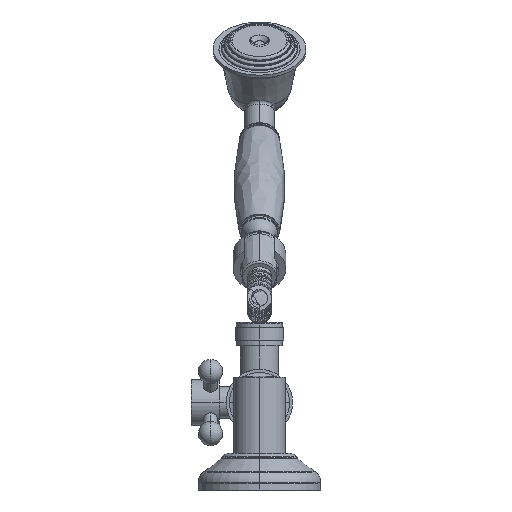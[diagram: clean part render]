
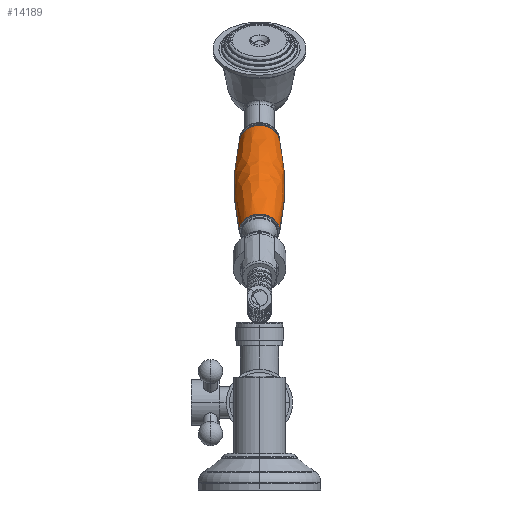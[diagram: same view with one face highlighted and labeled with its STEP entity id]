
A CAD part, front view. The second image highlights one B-rep face of the part: STEP entity #14189.
In plain terms, the highlighted free-form (B-spline) face has degree [3, 3] with [7, 4] control points.
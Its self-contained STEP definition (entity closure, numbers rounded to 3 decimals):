
#437=CARTESIAN_POINT('',(0.,134.51,149.087));
#438=DIRECTION('',(0.,0.819,0.574));
#439=DIRECTION('',(-1.,0.,0.));
#440=AXIS2_PLACEMENT_3D('',#437,#438,#439);
#462=CARTESIAN_POINT('',(-317.042,98.271,123.712));
#463=DIRECTION('',(0.,-0.574,0.819));
#464=DIRECTION('',(0.991,-0.109,-0.077));
#465=AXIS2_PLACEMENT_3D('',#462,#463,#464);
#467=CARTESIAN_POINT('',(317.042,98.271,123.712));
#468=DIRECTION('',(0.,0.574,-0.819));
#469=DIRECTION('',(-0.991,-0.109,-0.077));
#470=AXIS2_PLACEMENT_3D('',#467,#468,#469);
#472=CARTESIAN_POINT('',(0.,62.032,98.337));
#473=DIRECTION('',(0.,0.819,0.574));
#474=DIRECTION('',(-1.,0.,0.));
#475=AXIS2_PLACEMENT_3D('',#472,#473,#474);
#13263=CARTESIAN_POINT('',(-11.535,134.51,
149.087));
#13264=CARTESIAN_POINT('',(11.535,134.51,149.087));
#13265=VERTEX_POINT('',#13263);
#13266=VERTEX_POINT('',#13264);
#13267=CARTESIAN_POINT('',(-11.535,62.032,
98.337));
#13268=CARTESIAN_POINT('',(11.535,62.032,98.337));
#13269=VERTEX_POINT('',#13267);
#13270=VERTEX_POINT('',#13268);
#14153=CARTESIAN_POINT('',(11.271,136.358,149.514));
#14154=CARTESIAN_POINT('',(15.545,111.473,131.762));
#14155=CARTESIAN_POINT('',(15.545,86.191,114.059));
#14156=CARTESIAN_POINT('',(11.271,60.998,96.747));
#14157=CARTESIAN_POINT('',(11.708,132.379,155.196));
#14158=CARTESIAN_POINT('',(16.147,105.986,139.598));
#14159=CARTESIAN_POINT('',(16.147,80.704,121.895));
#14160=CARTESIAN_POINT('',(11.708,57.02,102.429));
#14161=CARTESIAN_POINT('',(6.95,129.473,159.346));
#14162=CARTESIAN_POINT('',(9.585,101.979,145.322));
#14163=CARTESIAN_POINT('',(9.585,76.696,127.619));
#14164=CARTESIAN_POINT('',(6.95,54.114,106.579));
#14165=CARTESIAN_POINT('',(0.,129.473,
159.346));
#14166=CARTESIAN_POINT('',(0.,101.979,
145.322));
#14167=CARTESIAN_POINT('',(0.,76.696,
127.619));
#14168=CARTESIAN_POINT('',(0.,54.114,
106.579));
#14169=CARTESIAN_POINT('',(-6.95,129.473,
159.346));
#14170=CARTESIAN_POINT('',(-9.585,101.979,
145.322));
#14171=CARTESIAN_POINT('',(-9.585,76.696,
127.619));
#14172=CARTESIAN_POINT('',(-6.95,54.114,
106.579));
#14173=CARTESIAN_POINT('',(-11.708,132.379,
155.196));
#14174=CARTESIAN_POINT('',(-16.147,105.986,
139.598));
#14175=CARTESIAN_POINT('',(-16.147,80.704,
121.895));
#14176=CARTESIAN_POINT('',(-11.708,57.02,
102.429));
#14177=CARTESIAN_POINT('',(-11.271,136.358,
149.514));
#14178=CARTESIAN_POINT('',(-15.545,111.473,
131.762));
#14179=CARTESIAN_POINT('',(-15.545,86.191,
114.059));
#14180=CARTESIAN_POINT('',(-11.271,60.998,
96.747));
#14181=(BOUNDED_SURFACE()B_SPLINE_SURFACE(3,3,((#14153,#14154,#14155,#14156),(
#14157,#14158,#14159,#14160),(#14161,#14162,#14163,#14164),(#14165,#14166,
#14167,#14168),(#14169,#14170,#14171,#14172),(#14173,#14174,#14175,#14176),(
#14177,#14178,#14179,#14180)),.UNSPECIFIED.,.F.,.F.,.F.)B_SPLINE_SURFACE_WITH_KNOTS((4,3,4),(4,4),(0.,1.,2.),(0.,1.),.UNSPECIFIED.)GEOMETRIC_REPRESENTATION_ITEM()RATIONAL_B_SPLINE_SURFACE(((1.193,1.185,
1.185,1.193),(0.942,0.936,
0.936,0.942),(0.942,0.936,
0.936,0.942),(1.193,1.185,
1.185,1.193),(0.942,0.936,
0.936,0.942),(0.942,0.936,
0.936,0.942),(1.193,1.185,
1.185,1.193)))REPRESENTATION_ITEM('')SURFACE());
#14182=ORIENTED_EDGE('',*,*,#14073,.T.);
#14183=ORIENTED_EDGE('',*,*,#14141,.F.);
#14185=ORIENTED_EDGE('',*,*,#14184,.F.);
#14186=ORIENTED_EDGE('',*,*,#14137,.T.);
#14187=EDGE_LOOP('',(#14182,#14183,#14185,#14186));
#14188=FACE_OUTER_BOUND('',#14187,.F.);
#14189=ADVANCED_FACE('',(#14188),#14181,.T.);
#441=CIRCLE('',#440,11.535);
#466=CIRCLE('',#465,331.542);
#471=CIRCLE('',#470,331.542);
#476=CIRCLE('',#475,11.535);
#14073=EDGE_CURVE('',#13265,#13266,#441,.T.);
#14137=EDGE_CURVE('',#13269,#13265,#471,.T.);
#14141=EDGE_CURVE('',#13270,#13266,#466,.T.);
#14184=EDGE_CURVE('',#13269,#13270,#476,.T.);
